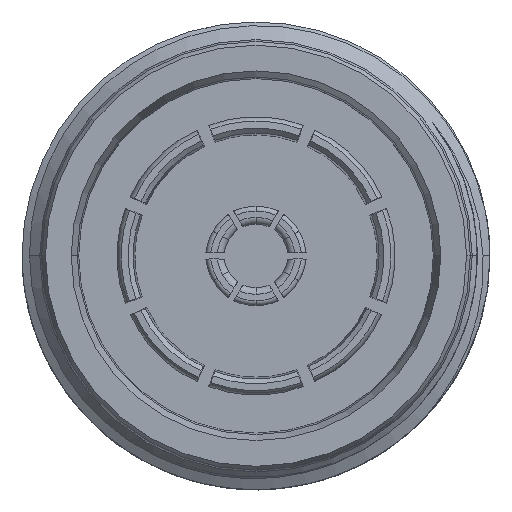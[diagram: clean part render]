
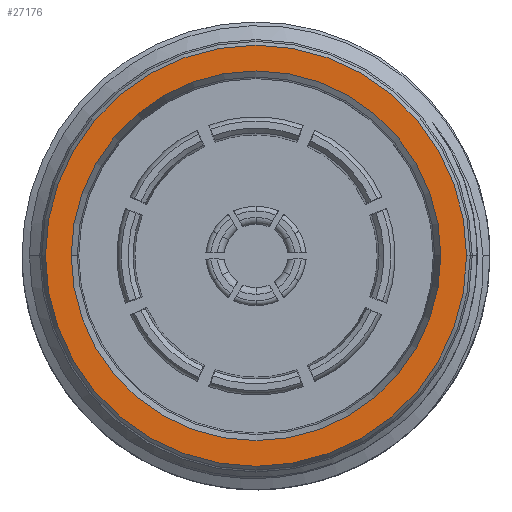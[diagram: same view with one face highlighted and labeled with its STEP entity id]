
A CAD part, top view. The second image highlights one B-rep face of the part: STEP entity #27176.
In plain terms, the highlighted planar face has unit normal (0, 0, 1).
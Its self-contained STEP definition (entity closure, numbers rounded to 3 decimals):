
#278 = AXIS2_PLACEMENT_3D ( 'NONE', #1833, #19011, #4298 ) ;
#1406 = EDGE_LOOP ( 'NONE', ( #9531, #28592 ) ) ;
#1833 = CARTESIAN_POINT ( 'NONE',  ( 0., 0., 0. ) ) ;
#2396 = CARTESIAN_POINT ( 'NONE',  ( 0., 0., 0. ) ) ;
#3613 = VERTEX_POINT ( 'NONE', #24645 ) ;
#4158 = CARTESIAN_POINT ( 'NONE',  ( 0., 0., 0. ) ) ;
#4196 = PLANE ( 'NONE',  #278 ) ;
#4298 = DIRECTION ( 'NONE',  ( -1., 0., 0. ) ) ;
#4858 = DIRECTION ( 'NONE',  ( 1., 0., 0. ) ) ;
#5815 = AXIS2_PLACEMENT_3D ( 'NONE', #4158, #21279, #6608 ) ;
#6608 = DIRECTION ( 'NONE',  ( 1., 0., 0. ) ) ;
#7254 = VERTEX_POINT ( 'NONE', #26986 ) ;
#7491 = FACE_BOUND ( 'NONE', #1406, .T. ) ;
#8583 = AXIS2_PLACEMENT_3D ( 'NONE', #27358, #12860, #29809 ) ;
#9531 = ORIENTED_EDGE ( 'NONE', *, *, #22820, .F. ) ;
#9641 = DIRECTION ( 'NONE',  ( 0., 0., 1. ) ) ;
#10461 = CARTESIAN_POINT ( 'NONE',  ( 7.9, 0., 0. ) ) ;
#10655 = ORIENTED_EDGE ( 'NONE', *, *, #20836, .T. ) ;
#11960 = CARTESIAN_POINT ( 'NONE',  ( -9., 0., 0. ) ) ;
#12860 = DIRECTION ( 'NONE',  ( 0., 0., 1. ) ) ;
#13219 = CIRCLE ( 'NONE', #23982, 7.9 ) ;
#14960 = CIRCLE ( 'NONE', #24455, 9. ) ;
#16068 = EDGE_CURVE ( 'NONE', #7254, #29109, #30753, .T. ) ;
#17918 = EDGE_LOOP ( 'NONE', ( #10655, #31268 ) ) ;
#19011 = DIRECTION ( 'NONE',  ( 0., 0., -1. ) ) ;
#19542 = DIRECTION ( 'NONE',  ( 0., 0., 1. ) ) ;
#20552 = FACE_OUTER_BOUND ( 'NONE', #17918, .T. ) ;
#20836 = EDGE_CURVE ( 'NONE', #29109, #7254, #14960, .T. ) ;
#21279 = DIRECTION ( 'NONE',  ( 0., 0., 1. ) ) ;
#21511 = EDGE_CURVE ( 'NONE', #3613, #28036, #13219, .T. ) ;
#22820 = EDGE_CURVE ( 'NONE', #28036, #3613, #24442, .T. ) ;
#23982 = AXIS2_PLACEMENT_3D ( 'NONE', #2396, #19542, #4858 ) ;
#24233 = CARTESIAN_POINT ( 'NONE',  ( 0., 0., 0. ) ) ;
#24442 = CIRCLE ( 'NONE', #5815, 7.9 ) ;
#24455 = AXIS2_PLACEMENT_3D ( 'NONE', #24233, #9641, #26639 ) ;
#24645 = CARTESIAN_POINT ( 'NONE',  ( -7.9, 0., 0. ) ) ;
#26639 = DIRECTION ( 'NONE',  ( 1., 0., 0. ) ) ;
#26986 = CARTESIAN_POINT ( 'NONE',  ( 9., 0., 0. ) ) ;
#27176 = ADVANCED_FACE ( 'NONE', ( #20552, #7491 ), #4196, .F. ) ;
#27358 = CARTESIAN_POINT ( 'NONE',  ( 0., 0., 0. ) ) ;
#28036 = VERTEX_POINT ( 'NONE', #10461 ) ;
#28592 = ORIENTED_EDGE ( 'NONE', *, *, #21511, .F. ) ;
#29109 = VERTEX_POINT ( 'NONE', #11960 ) ;
#29809 = DIRECTION ( 'NONE',  ( 1., 0., 0. ) ) ;
#30753 = CIRCLE ( 'NONE', #8583, 9. ) ;
#31268 = ORIENTED_EDGE ( 'NONE', *, *, #16068, .T. ) ;
